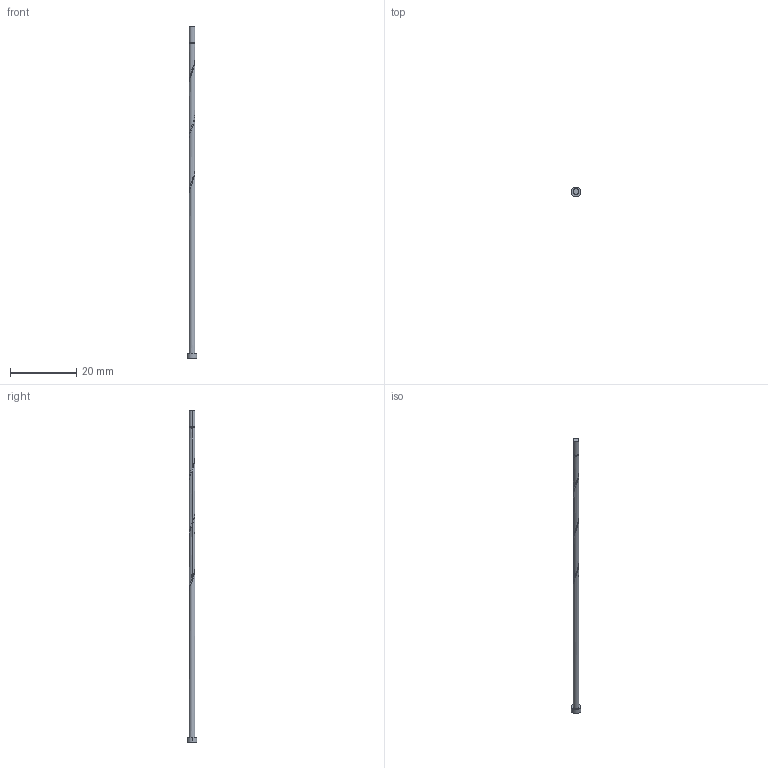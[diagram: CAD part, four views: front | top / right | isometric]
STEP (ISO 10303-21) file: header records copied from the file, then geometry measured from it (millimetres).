
FILE_DESCRIPTION (( 'STEP AP203' ), '1' );
FILE_NAME ('b58d.STEP', '2023-02-13T15:09:53', ( '' ), ( '' ), 'SwSTEP 2.0', 'SolidWorks 2019', '' );
FILE_SCHEMA (( 'CONFIG_CONTROL_DESIGN' ));
Length unit declared in the file: millimetre
Products named in the file (1): b58d
Bounding box: 3 x 3 x 100 mm (x, y, z)
Volume: 315 mm3; surface area: 784.3 mm2
Topology: 1 solids, 1 shells, 16 faces, 39 edges, 26 vertices
Faces by surface type: cylinder 9, plane 6, bspline 1
Entity records: 1355 total; most frequent: CARTESIAN_POINT 890, DIRECTION 87, ORIENTED_EDGE 80, EDGE_CURVE 40, AXIS2_PLACEMENT_3D 38, VERTEX_POINT 28, CIRCLE 22, EDGE_LOOP 18
